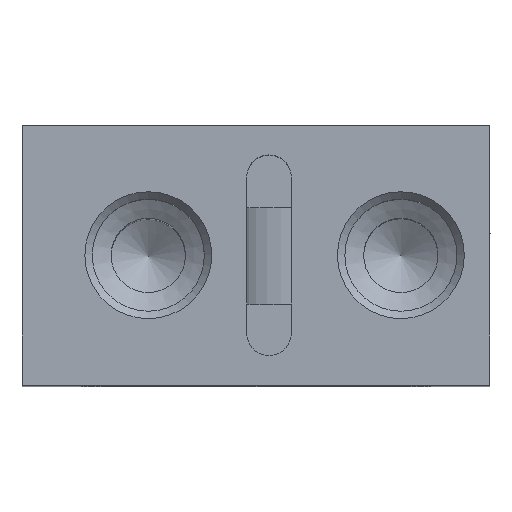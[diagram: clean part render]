
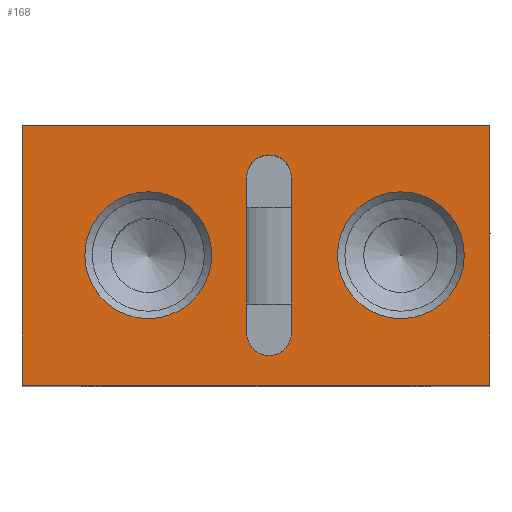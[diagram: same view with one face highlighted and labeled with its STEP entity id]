
A CAD part, top view. The second image highlights one B-rep face of the part: STEP entity #168.
In plain terms, the highlighted planar face has unit normal (0, 0, 1).
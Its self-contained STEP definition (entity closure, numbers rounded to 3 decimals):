
#168=ADVANCED_FACE('',(#576,#577,#578,#579),#260,.T.);
#260=PLANE('',#1808);
#290=LINE('',#2456,#421);
#323=LINE('',#2565,#454);
#326=LINE('',#2575,#457);
#335=LINE('',#2594,#466);
#342=LINE('',#2609,#473);
#364=LINE('',#2676,#495);
#421=VECTOR('',#1950,1.);
#454=VECTOR('',#2033,1.);
#457=VECTOR('',#2042,1.);
#466=VECTOR('',#2053,1.);
#473=VECTOR('',#2064,1.);
#495=VECTOR('',#2122,1.);
#576=FACE_BOUND('',#697,.T.);
#577=FACE_BOUND('',#698,.T.);
#578=FACE_BOUND('',#699,.T.);
#579=FACE_BOUND('',#700,.T.);
#697=EDGE_LOOP('',(#957));
#698=EDGE_LOOP('',(#958));
#699=EDGE_LOOP('',(#959,#960,#961,#962));
#700=EDGE_LOOP('',(#963,#964,#965,#966));
#957=ORIENTED_EDGE('',*,*,#1554,.T.);
#958=ORIENTED_EDGE('',*,*,#1555,.T.);
#959=ORIENTED_EDGE('',*,*,#1556,.T.);
#960=ORIENTED_EDGE('',*,*,#1510,.F.);
#961=ORIENTED_EDGE('',*,*,#1557,.T.);
#962=ORIENTED_EDGE('',*,*,#1501,.F.);
#963=ORIENTED_EDGE('',*,*,#1518,.F.);
#964=ORIENTED_EDGE('',*,*,#1443,.F.);
#965=ORIENTED_EDGE('',*,*,#1553,.T.);
#966=ORIENTED_EDGE('',*,*,#1496,.T.);
#1271=VERTEX_POINT('',#2451);
#1273=VERTEX_POINT('',#2455);
#1324=VERTEX_POINT('',#2564);
#1325=VERTEX_POINT('',#2566);
#1329=VERTEX_POINT('',#2576);
#1330=VERTEX_POINT('',#2577);
#1337=VERTEX_POINT('',#2593);
#1338=VERTEX_POINT('',#2595);
#1371=VERTEX_POINT('',#2679);
#1372=VERTEX_POINT('',#2681);
#1443=EDGE_CURVE('',#1273,#1271,#290,.T.);
#1496=EDGE_CURVE('',#1325,#1324,#323,.T.);
#1501=EDGE_CURVE('',#1329,#1330,#326,.T.);
#1510=EDGE_CURVE('',#1337,#1338,#335,.T.);
#1518=EDGE_CURVE('',#1271,#1324,#342,.T.);
#1553=EDGE_CURVE('',#1273,#1325,#364,.T.);
#1554=EDGE_CURVE('',#1371,#1371,#1699,.T.);
#1555=EDGE_CURVE('',#1372,#1372,#1700,.T.);
#1556=EDGE_CURVE('',#1329,#1338,#1701,.T.);
#1557=EDGE_CURVE('',#1337,#1330,#1702,.T.);
#1699=CIRCLE('',#1804,8.541);
#1700=CIRCLE('',#1805,8.541);
#1701=CIRCLE('',#1806,3.);
#1702=CIRCLE('',#1807,3.);
#1804=AXIS2_PLACEMENT_3D('',#2678,#2125,#2126);
#1805=AXIS2_PLACEMENT_3D('',#2680,#2127,#2128);
#1806=AXIS2_PLACEMENT_3D('',#2682,#2129,#2130);
#1807=AXIS2_PLACEMENT_3D('',#2683,#2131,#2132);
#1808=AXIS2_PLACEMENT_3D('',#2684,#2133,#2134);
#1950=DIRECTION('',(0.,-1.,0.));
#2033=DIRECTION('',(0.,-1.,0.));
#2042=DIRECTION('',(0.,-1.,0.));
#2053=DIRECTION('',(0.,1.,0.));
#2064=DIRECTION('',(-1.,0.,0.));
#2122=DIRECTION('',(-1.,0.,0.));
#2125=DIRECTION('',(0.,0.,-1.));
#2126=DIRECTION('',(0.,-1.,0.));
#2127=DIRECTION('',(0.,0.,-1.));
#2128=DIRECTION('',(0.,-1.,0.));
#2129=DIRECTION('',(0.,0.,-1.));
#2130=DIRECTION('',(0.,-1.,0.));
#2131=DIRECTION('',(0.,0.,-1.));
#2132=DIRECTION('',(0.,-1.,0.));
#2133=DIRECTION('',(0.,0.,1.));
#2134=DIRECTION('',(0.,-1.,0.));
#2451=CARTESIAN_POINT('',(135.,-17.5,67.5));
#2455=CARTESIAN_POINT('',(135.,17.5,67.5));
#2456=CARTESIAN_POINT('',(135.,17.5,67.5));
#2564=CARTESIAN_POINT('',(72.,-17.5,67.5));
#2565=CARTESIAN_POINT('',(72.,17.5,67.5));
#2566=CARTESIAN_POINT('',(72.,17.5,67.5));
#2575=CARTESIAN_POINT('',(102.25,19.25,67.5));
#2576=CARTESIAN_POINT('',(102.25,10.5,67.5));
#2577=CARTESIAN_POINT('',(102.25,-10.5,67.5));
#2593=CARTESIAN_POINT('',(108.25,-10.5,67.5));
#2594=CARTESIAN_POINT('',(108.25,19.25,67.5));
#2595=CARTESIAN_POINT('',(108.25,10.5,67.5));
#2609=CARTESIAN_POINT('',(0.,-17.5,67.5));
#2676=CARTESIAN_POINT('',(0.,17.5,67.5));
#2678=CARTESIAN_POINT('',(89.,0.,67.5));
#2679=CARTESIAN_POINT('',(89.,-8.541,67.5));
#2680=CARTESIAN_POINT('',(123.,0.,67.5));
#2681=CARTESIAN_POINT('',(123.,-8.541,67.5));
#2682=CARTESIAN_POINT('',(105.25,10.5,67.5));
#2683=CARTESIAN_POINT('',(105.25,-10.5,67.5));
#2684=CARTESIAN_POINT('',(105.25,17.5,67.5));
